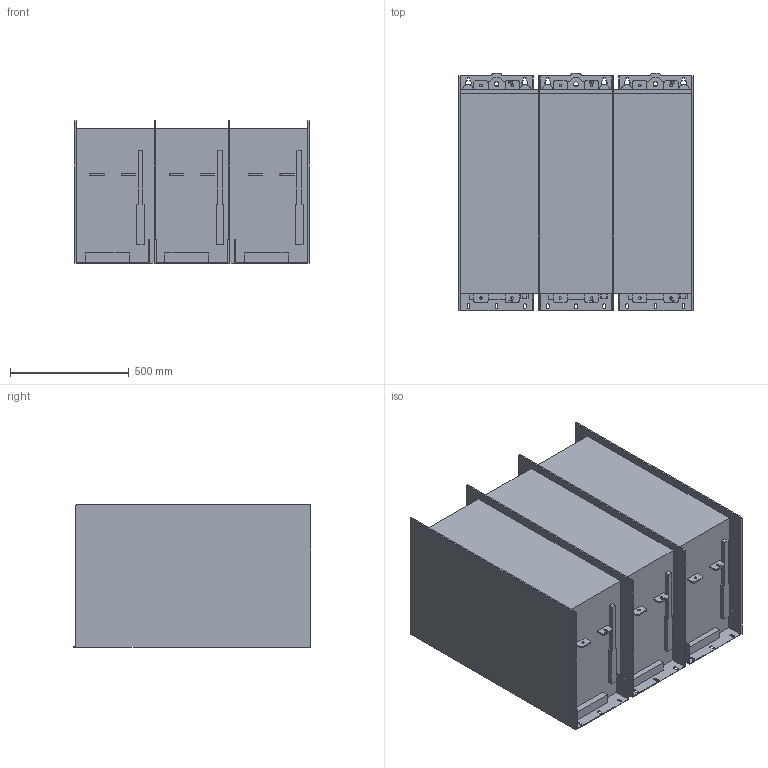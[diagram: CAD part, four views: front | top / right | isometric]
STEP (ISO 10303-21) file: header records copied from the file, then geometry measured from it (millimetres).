
FILE_DESCRIPTION (( 'STEP AP214' ), '1' );
FILE_NAME ('MVE-0X00-110.STEP', '2020-06-23T01:23:22', ( '' ), ( '' ), 'SwSTEP 2.0', 'SolidWorks 2019', '' );
FILE_SCHEMA (( 'AUTOMOTIVE_DESIGN' ));
Length unit declared in the file: millimetre
Products named in the file (1): MVE-0X00-110
Bounding box: 990.4 x 1000 x 601.8 mm (x, y, z)
Volume: 487179450.9 mm3; surface area: 7345525.8 mm2
Topology: 12 solids, 12 shells, 543 faces, 1486 edges, 984 vertices
Faces by surface type: plane 406, cylinder 137
Entity records: 19503 total; most frequent: CARTESIAN_POINT 3014, ORIENTED_EDGE 2972, DIRECTION 2848, EDGE_CURVE 1486, LINE 1212, VECTOR 1212, VERTEX_POINT 984, AXIS2_PLACEMENT_3D 818
